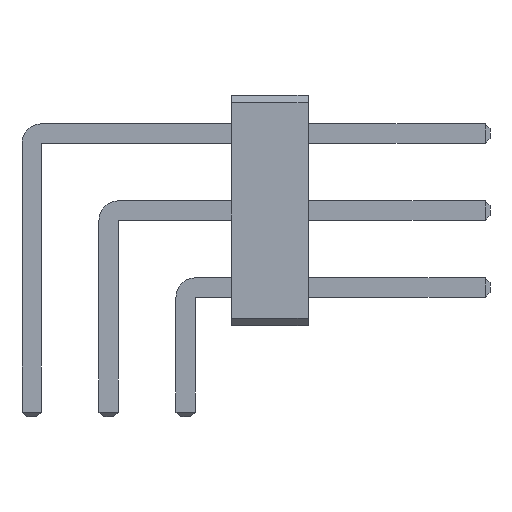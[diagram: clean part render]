
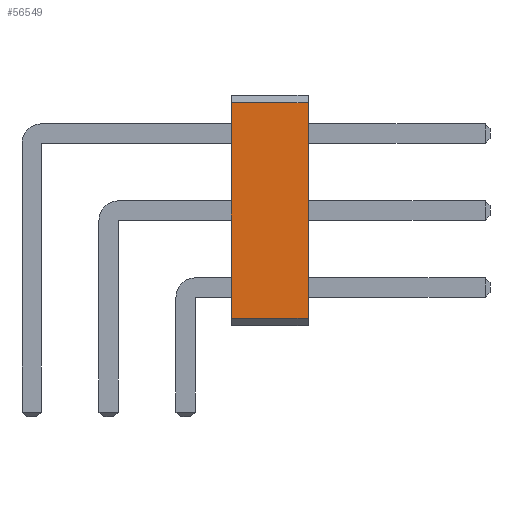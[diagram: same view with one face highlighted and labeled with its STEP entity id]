
A CAD part, front view. The second image highlights one B-rep face of the part: STEP entity #56549.
In plain terms, the highlighted planar face has unit normal (0, -1, 0).
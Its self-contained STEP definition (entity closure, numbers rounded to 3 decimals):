
#56549 = ADVANCED_FACE('',(#56550),#56584,.T.);
#56550 = FACE_BOUND('',#56551,.T.);
#56551 = EDGE_LOOP('',(#56552,#56562,#56570,#56578));
#56552 = ORIENTED_EDGE('',*,*,#56553,.T.);
#56553 = EDGE_CURVE('',#56554,#56556,#56558,.T.);
#56554 = VERTEX_POINT('',#56555);
#56555 = CARTESIAN_POINT('',(6.58,-72.39,0.254));
#56556 = VERTEX_POINT('',#56557);
#56557 = CARTESIAN_POINT('',(9.12,-72.39,0.254));
#56558 = LINE('',#56559,#56560);
#56559 = CARTESIAN_POINT('',(6.58,-72.39,0.254));
#56560 = VECTOR('',#56561,1.);
#56561 = DIRECTION('',(1.,0.,0.));
#56562 = ORIENTED_EDGE('',*,*,#56563,.T.);
#56563 = EDGE_CURVE('',#56556,#56564,#56566,.T.);
#56564 = VERTEX_POINT('',#56565);
#56565 = CARTESIAN_POINT('',(9.12,-72.39,7.366));
#56566 = LINE('',#56567,#56568);
#56567 = CARTESIAN_POINT('',(9.12,-72.39,0.254));
#56568 = VECTOR('',#56569,1.);
#56569 = DIRECTION('',(0.,0.,1.));
#56570 = ORIENTED_EDGE('',*,*,#56571,.F.);
#56571 = EDGE_CURVE('',#56572,#56564,#56574,.T.);
#56572 = VERTEX_POINT('',#56573);
#56573 = CARTESIAN_POINT('',(6.58,-72.39,7.366));
#56574 = LINE('',#56575,#56576);
#56575 = CARTESIAN_POINT('',(6.58,-72.39,7.366));
#56576 = VECTOR('',#56577,1.);
#56577 = DIRECTION('',(1.,0.,0.));
#56578 = ORIENTED_EDGE('',*,*,#56579,.F.);
#56579 = EDGE_CURVE('',#56554,#56572,#56580,.T.);
#56580 = LINE('',#56581,#56582);
#56581 = CARTESIAN_POINT('',(6.58,-72.39,0.254));
#56582 = VECTOR('',#56583,1.);
#56583 = DIRECTION('',(0.,0.,1.));
#56584 = PLANE('',#56585);
#56585 = AXIS2_PLACEMENT_3D('',#56586,#56587,#56588);
#56586 = CARTESIAN_POINT('',(6.58,-72.39,0.254));
#56587 = DIRECTION('',(0.,-1.,0.));
#56588 = DIRECTION('',(0.,0.,1.));
